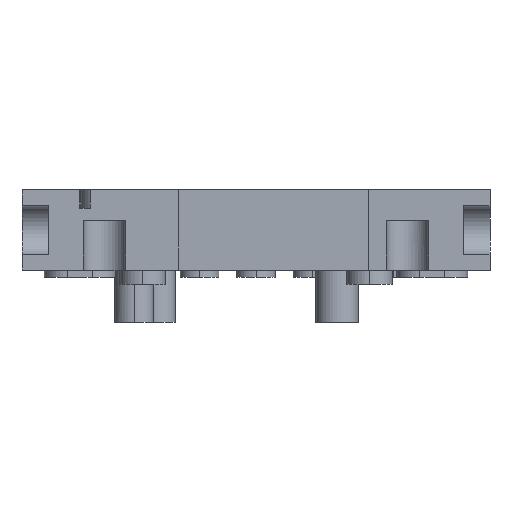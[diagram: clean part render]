
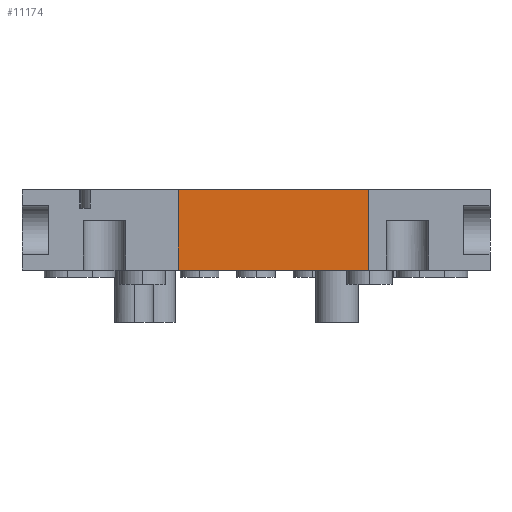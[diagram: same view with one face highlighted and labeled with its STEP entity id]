
A CAD part, front view. The second image highlights one B-rep face of the part: STEP entity #11174.
In plain terms, the highlighted planar face has unit normal (0, -1, 0).
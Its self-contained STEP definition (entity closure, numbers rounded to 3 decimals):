
#68 = CARTESIAN_POINT ( 'NONE',  ( 79.367, -36., -11.4 ) ) ;
#131 = CARTESIAN_POINT ( 'NONE',  ( 79., -36., -11.4 ) ) ;
#702 = DIRECTION ( 'NONE',  ( 1., 0., 0. ) ) ;
#817 = CARTESIAN_POINT ( 'NONE',  ( 79., -36., -13.7 ) ) ;
#887 = CARTESIAN_POINT ( 'NONE',  ( 78., -36., -11.4 ) ) ;
#1165 = CARTESIAN_POINT ( 'NONE',  ( 78., -36., -2.933 ) ) ;
#1371 = CARTESIAN_POINT ( 'NONE',  ( 78., -36., -11.4 ) ) ;
#1387 = VECTOR ( 'NONE', #11206, 1000. ) ;
#1499 = CARTESIAN_POINT ( 'NONE',  ( 87.9, -36., -11.4 ) ) ;
#1743 = ORIENTED_EDGE ( 'NONE', *, *, #4930, .T. ) ;
#1779 = CARTESIAN_POINT ( 'NONE',  ( 97.2, -36., 0. ) ) ;
#1954 = B_SPLINE_CURVE_WITH_KNOTS ( 'NONE', 3,
 ( #7848, #4762, #3200, #1499, #8047, #2999, #11172 ),
 .UNSPECIFIED., .F., .F.,
 ( 4, 3, 4 ),
 ( -0.798, 0., 0.674 ),
 .UNSPECIFIED. ) ;
#2283 = CARTESIAN_POINT ( 'NONE',  ( 78.333, -36., -11.4 ) ) ;
#2334 = CARTESIAN_POINT ( 'NONE',  ( 105., -36., -11.067 ) ) ;
#2412 = EDGE_LOOP ( 'NONE', ( #14353, #17747, #8052, #7213, #18658, #6299, #7582, #5506, #9648, #1743 ) ) ;
#2550 = FACE_OUTER_BOUND ( 'NONE', #2412, .T. ) ;
#2713 = AXIS2_PLACEMENT_3D ( 'NONE', #817, #4273, #10614 ) ;
#2963 = CARTESIAN_POINT ( 'NONE',  ( 69.5, -36., -11.4 ) ) ;
#2999 = CARTESIAN_POINT ( 'NONE',  ( 83.9, -36., -11.4 ) ) ;
#3006 = VERTEX_POINT ( 'NONE', #5776 ) ;
#3200 = CARTESIAN_POINT ( 'NONE',  ( 90.267, -36., -11.4 ) ) ;
#3247 = CARTESIAN_POINT ( 'NONE',  ( 80.1, -36., -11.4 ) ) ;
#4065 = VERTEX_POINT ( 'NONE', #7113 ) ;
#4213 = VERTEX_POINT ( 'NONE', #5754 ) ;
#4246 = CARTESIAN_POINT ( 'NONE',  ( 105., -36., 0. ) ) ;
#4273 = DIRECTION ( 'NONE',  ( 0., 1., 0. ) ) ;
#4548 = CARTESIAN_POINT ( 'NONE',  ( 104.667, -36., 0. ) ) ;
#4747 = CARTESIAN_POINT ( 'NONE',  ( 78.3, -36., 0. ) ) ;
#4762 = CARTESIAN_POINT ( 'NONE',  ( 92.633, -36., -11.4 ) ) ;
#4831 = CARTESIAN_POINT ( 'NONE',  ( 103.333, -36., 0. ) ) ;
#4930 = EDGE_CURVE ( 'NONE', #4065, #20359, #7425, .T. ) ;
#5506 = ORIENTED_EDGE ( 'NONE', *, *, #15843, .F. ) ;
#5550 = VERTEX_POINT ( 'NONE', #17636 ) ;
#5598 = CARTESIAN_POINT ( 'NONE',  ( 105., -36., -6.933 ) ) ;
#5754 = CARTESIAN_POINT ( 'NONE',  ( 99., -36., 0. ) ) ;
#5776 = CARTESIAN_POINT ( 'NONE',  ( 80.1, -36., -11.4 ) ) ;
#6020 = CARTESIAN_POINT ( 'NONE',  ( 81.9, -36., -11.4 ) ) ;
#6105 = CARTESIAN_POINT ( 'NONE',  ( 78., -36., 0. ) ) ;
#6178 = CARTESIAN_POINT ( 'NONE',  ( 78., -36., -8.8 ) ) ;
#6217 = VERTEX_POINT ( 'NONE', #20773 ) ;
#6236 = LINE ( 'NONE', #19585, #13540 ) ;
#6299 = ORIENTED_EDGE ( 'NONE', *, *, #18110, .F. ) ;
#6484 = CARTESIAN_POINT ( 'NONE',  ( 79.733, -36., -11.4 ) ) ;
#6798 = CARTESIAN_POINT ( 'NONE',  ( 97., -36., 0. ) ) ;
#6963 = EDGE_CURVE ( 'NONE', #3006, #11703, #6236, .T. ) ;
#7109 = B_SPLINE_CURVE_WITH_KNOTS ( 'NONE', 3,
 ( #1371, #15588, #18882, #6178, #20825, #1165, #6105 ),
 .UNSPECIFIED., .F., .F.,
 ( 4, 3, 4 ),
 ( -0.295, 0., 1. ),
 .UNSPECIFIED. ) ;
#7113 = CARTESIAN_POINT ( 'NONE',  ( 105., -36., -11.4 ) ) ;
#7213 = ORIENTED_EDGE ( 'NONE', *, *, #20922, .T. ) ;
#7295 = CARTESIAN_POINT ( 'NONE',  ( 78., -36., -11.4 ) ) ;
#7312 = PLANE ( 'NONE',  #2713 ) ;
#7425 = B_SPLINE_CURVE_WITH_KNOTS ( 'NONE', 3,
 ( #20101, #2334, #10504, #18632, #5598, #12585, #12508 ),
 .UNSPECIFIED., .F., .F.,
 ( 4, 3, 4 ),
 ( -0.096, 0., 1. ),
 .UNSPECIFIED. ) ;
#7462 = LINE ( 'NONE', #11097, #13265 ) ;
#7582 = ORIENTED_EDGE ( 'NONE', *, *, #6963, .T. ) ;
#7848 = CARTESIAN_POINT ( 'NONE',  ( 95., -36., -11.4 ) ) ;
#8047 = CARTESIAN_POINT ( 'NONE',  ( 85.9, -36., -11.4 ) ) ;
#8052 = ORIENTED_EDGE ( 'NONE', *, *, #10274, .T. ) ;
#9186 = EDGE_CURVE ( 'NONE', #4213, #20070, #16290, .T. ) ;
#9406 = DIRECTION ( 'NONE',  ( -1., 0., 0. ) ) ;
#9480 = CARTESIAN_POINT ( 'NONE',  ( 102.667, -36., 0. ) ) ;
#9614 = B_SPLINE_CURVE_WITH_KNOTS ( 'NONE', 3,
 ( #10231, #14885, #19953, #6798 ),
 .UNSPECIFIED., .F., .F.,
 ( 4, 4 ),
 ( 0.96, 1. ),
 .UNSPECIFIED. ) ;
#9648 = ORIENTED_EDGE ( 'NONE', *, *, #15305, .T. ) ;
#9935 = B_SPLINE_CURVE_WITH_KNOTS ( 'NONE', 3,
 ( #15799, #4548, #20953, #14320, #4831, #9480, #16071, #11030, #20823, #19307 ),
 .UNSPECIFIED., .F., .F.,
 ( 4, 3, 3, 4 ),
 ( -0.6, -0.4, 0., 0.6 ),
 .UNSPECIFIED. ) ;
#10231 = CARTESIAN_POINT ( 'NONE',  ( 97.2, -36., 0. ) ) ;
#10274 = EDGE_CURVE ( 'NONE', #20070, #13434, #9614, .T. ) ;
#10304 = CARTESIAN_POINT ( 'NONE',  ( 78.667, -36., -11.4 ) ) ;
#10504 = CARTESIAN_POINT ( 'NONE',  ( 105., -36., -10.733 ) ) ;
#10614 = DIRECTION ( 'NONE',  ( 1., 0., 0. ) ) ;
#11030 = CARTESIAN_POINT ( 'NONE',  ( 101., -36., 0. ) ) ;
#11097 = CARTESIAN_POINT ( 'NONE',  ( 79., -36., 0. ) ) ;
#11172 = CARTESIAN_POINT ( 'NONE',  ( 81.9, -36., -11.4 ) ) ;
#11174 = ADVANCED_FACE ( 'NONE', ( #2550 ), #7312, .F. ) ;
#11206 = DIRECTION ( 'NONE',  ( 1., 0., 0. ) ) ;
#11479 = LINE ( 'NONE', #2963, #1387 ) ;
#11703 = VERTEX_POINT ( 'NONE', #6020 ) ;
#12508 = CARTESIAN_POINT ( 'NONE',  ( 105., -36., 0. ) ) ;
#12585 = CARTESIAN_POINT ( 'NONE',  ( 105., -36., -3.467 ) ) ;
#13265 = VECTOR ( 'NONE', #9406, 1000. ) ;
#13434 = VERTEX_POINT ( 'NONE', #19861 ) ;
#13540 = VECTOR ( 'NONE', #702, 1000. ) ;
#14320 = CARTESIAN_POINT ( 'NONE',  ( 104., -36., 0. ) ) ;
#14353 = ORIENTED_EDGE ( 'NONE', *, *, #15894, .T. ) ;
#14775 = VECTOR ( 'NONE', #19297, 1000. ) ;
#14885 = CARTESIAN_POINT ( 'NONE',  ( 97.133, -36., 0. ) ) ;
#15305 = EDGE_CURVE ( 'NONE', #6217, #4065, #11479, .T. ) ;
#15588 = CARTESIAN_POINT ( 'NONE',  ( 78., -36., -10.533 ) ) ;
#15799 = CARTESIAN_POINT ( 'NONE',  ( 105., -36., 0. ) ) ;
#15843 = EDGE_CURVE ( 'NONE', #6217, #11703, #1954, .T. ) ;
#15894 = EDGE_CURVE ( 'NONE', #20359, #4213, #9935, .T. ) ;
#16071 = CARTESIAN_POINT ( 'NONE',  ( 102., -36., 0. ) ) ;
#16290 = LINE ( 'NONE', #4747, #14775 ) ;
#17636 = CARTESIAN_POINT ( 'NONE',  ( 78., -36., 0. ) ) ;
#17747 = ORIENTED_EDGE ( 'NONE', *, *, #9186, .T. ) ;
#18110 = EDGE_CURVE ( 'NONE', #3006, #19734, #19839, .T. ) ;
#18323 = EDGE_CURVE ( 'NONE', #19734, #5550, #7109, .T. ) ;
#18632 = CARTESIAN_POINT ( 'NONE',  ( 105., -36., -10.4 ) ) ;
#18658 = ORIENTED_EDGE ( 'NONE', *, *, #18323, .F. ) ;
#18882 = CARTESIAN_POINT ( 'NONE',  ( 78., -36., -9.667 ) ) ;
#19297 = DIRECTION ( 'NONE',  ( -1., 0., 0. ) ) ;
#19307 = CARTESIAN_POINT ( 'NONE',  ( 99., -36., 0. ) ) ;
#19585 = CARTESIAN_POINT ( 'NONE',  ( 69.5, -36., -11.4 ) ) ;
#19734 = VERTEX_POINT ( 'NONE', #887 ) ;
#19839 = B_SPLINE_CURVE_WITH_KNOTS ( 'NONE', 3,
 ( #3247, #6484, #68, #131, #10304, #2283, #7295 ),
 .UNSPECIFIED., .F., .F.,
 ( 4, 3, 4 ),
 ( 0.876, 1., 1.112 ),
 .UNSPECIFIED. ) ;
#19861 = CARTESIAN_POINT ( 'NONE',  ( 97., -36., 0. ) ) ;
#19953 = CARTESIAN_POINT ( 'NONE',  ( 97.067, -36., 0. ) ) ;
#20070 = VERTEX_POINT ( 'NONE', #1779 ) ;
#20101 = CARTESIAN_POINT ( 'NONE',  ( 105., -36., -11.4 ) ) ;
#20359 = VERTEX_POINT ( 'NONE', #4246 ) ;
#20773 = CARTESIAN_POINT ( 'NONE',  ( 95., -36., -11.4 ) ) ;
#20823 = CARTESIAN_POINT ( 'NONE',  ( 100., -36., 0. ) ) ;
#20825 = CARTESIAN_POINT ( 'NONE',  ( 78., -36., -5.867 ) ) ;
#20922 = EDGE_CURVE ( 'NONE', #13434, #5550, #7462, .T. ) ;
#20953 = CARTESIAN_POINT ( 'NONE',  ( 104.333, -36., 0. ) ) ;
